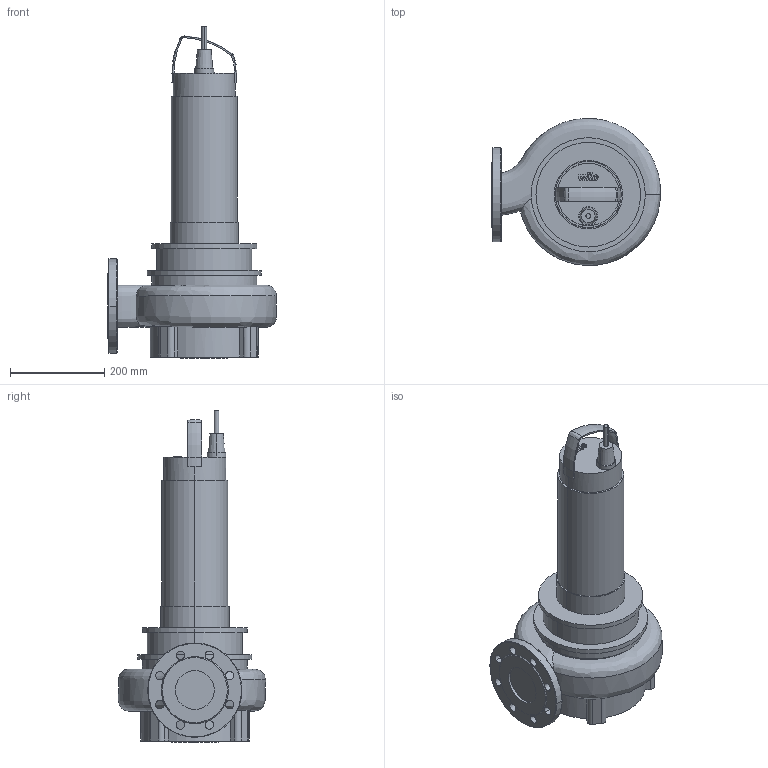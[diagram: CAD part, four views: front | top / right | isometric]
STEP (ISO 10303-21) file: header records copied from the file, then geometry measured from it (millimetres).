
FILE_DESCRIPTION((''),'2;1');
FILE_NAME('3d_REXA-FIT-V08DA-526_EAD0-4-T0035-540-O-6065932.stp','2016-08-24T10:00:48',(''),(''),'Mechanical Desktop 2009','Mechanical Desktop 2009',', , ');
FILE_SCHEMA(('CONFIG_CONTROL_DESIGN'));
Length unit declared in the file: millimetre
Products named in the file (1): Product
Bounding box: 358 x 311.96 x 704 mm (x, y, z)
Volume: 18996031 mm3; surface area: 671720.5 mm2
Topology: 8 solids, 8 shells, 168 faces, 446 edges, 293 vertices
Faces by surface type: bspline 66, cylinder 55, plane 37, torus 6, cone 4
Entity records: 9930 total; most frequent: CARTESIAN_POINT 5827, ORIENTED_EDGE 892, DIRECTION 745, EDGE_CURVE 446, VERTEX_POINT 293, AXIS2_PLACEMENT_3D 279, VECTOR 187, LINE 187
